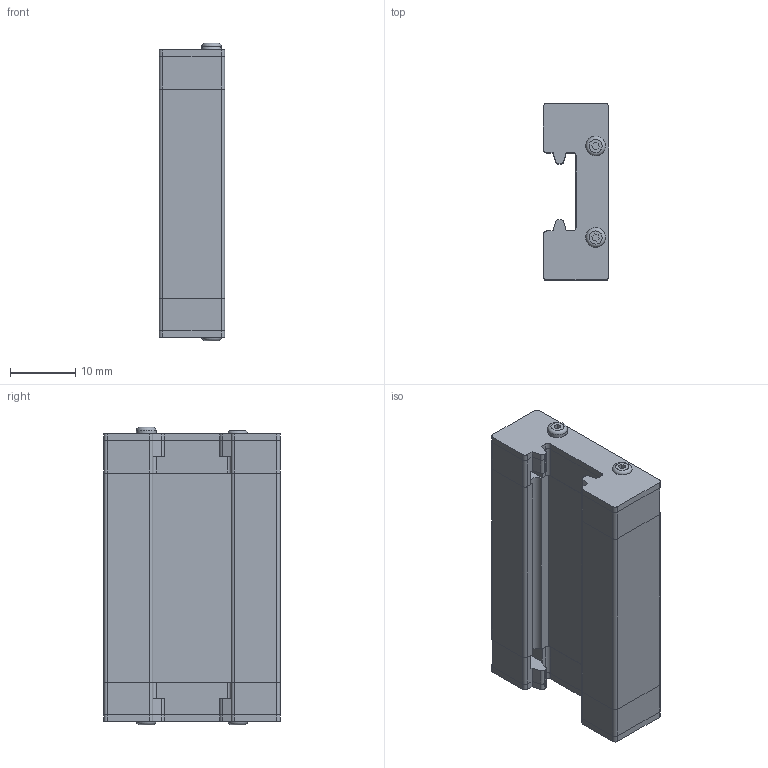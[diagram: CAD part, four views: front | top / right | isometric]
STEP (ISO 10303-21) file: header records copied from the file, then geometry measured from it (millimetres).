
FILE_DESCRIPTION(/* description */ (''),/* implementation_level */ '2;1');
FILE_NAME(/* name */ 'MGN12 block v2.step',/* time_stamp */ '2019-04-12T14:16:21+02:00',/* author */ ('3D-Gussner'),/* organization */ (''),/* preprocessor_version */ 'ST-DEVELOPER v18',/* originating_system */ 'Autodesk Translation Framework v8.2.0.1029',/* authorisation */ '');
FILE_SCHEMA (('AUTOMOTIVE_DESIGN { 1 0 10303 214 3 1 1 }'));
Length unit declared in the file: millimetre
Products named in the file (5): MGN12 block; Main Block; Green End Cap; Red End Cap; Button M3x8
Assembly tree (9 placements, depth 2):
  MGN12 block
    Main Block
    Green End Cap  x2
    Red End Cap  x2
    Button M3x8  x4
Bounding box: 10 x 27 x 45.5 mm (x, y, z)
Volume: 8454.5 mm3; surface area: 7119.3 mm2
Topology: 9 solids, 9 shells, 267 faces, 735 edges, 506 vertices
Faces by surface type: plane 173, cylinder 90, torus 4
Full cylindrical faces by diameter (mm): 1.75 x4, 2 x12, 2.5 x2, 2.7 x1, 2.75 x3, 3 x8
Entity records: 5028 total; most frequent: DIRECTION 867, CARTESIAN_POINT 845, ORIENTED_EDGE 810, EDGE_CURVE 405, AXIS2_PLACEMENT_3D 303, VERTEX_POINT 281, LINE 261, VECTOR 261
